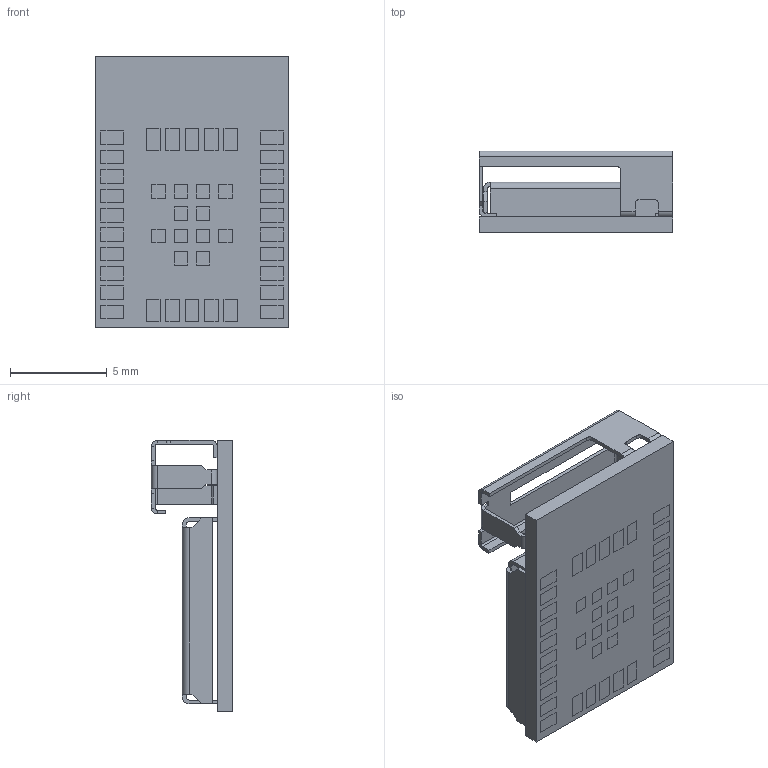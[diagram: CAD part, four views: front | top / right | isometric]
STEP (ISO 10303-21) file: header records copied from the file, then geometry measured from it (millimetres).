
FILE_DESCRIPTION (( 'STEP AP214' ), '1' );
FILE_NAME ('NINA-B112-04B.STEP', '2022-12-01T22:59:32', ( '' ), ( '' ), 'SwSTEP 2.0', 'SolidWorks 2017', '' );
FILE_SCHEMA (( 'AUTOMOTIVE_DESIGN' ));
Length unit declared in the file: millimetre
Products named in the file (1): NINA-B112-04B
Bounding box: 10 x 4.2 x 14 mm (x, y, z)
Volume: 151.2 mm3; surface area: 853.4 mm2
Topology: 45 solids, 45 shells, 593 faces, 1339 edges, 878 vertices
Faces by surface type: plane 564, cylinder 29
Entity records: 16633 total; most frequent: CARTESIAN_POINT 2811, ORIENTED_EDGE 2678, DIRECTION 2585, EDGE_CURVE 1339, VECTOR 1281, LINE 1281, VERTEX_POINT 878, AXIS2_PLACEMENT_3D 652
